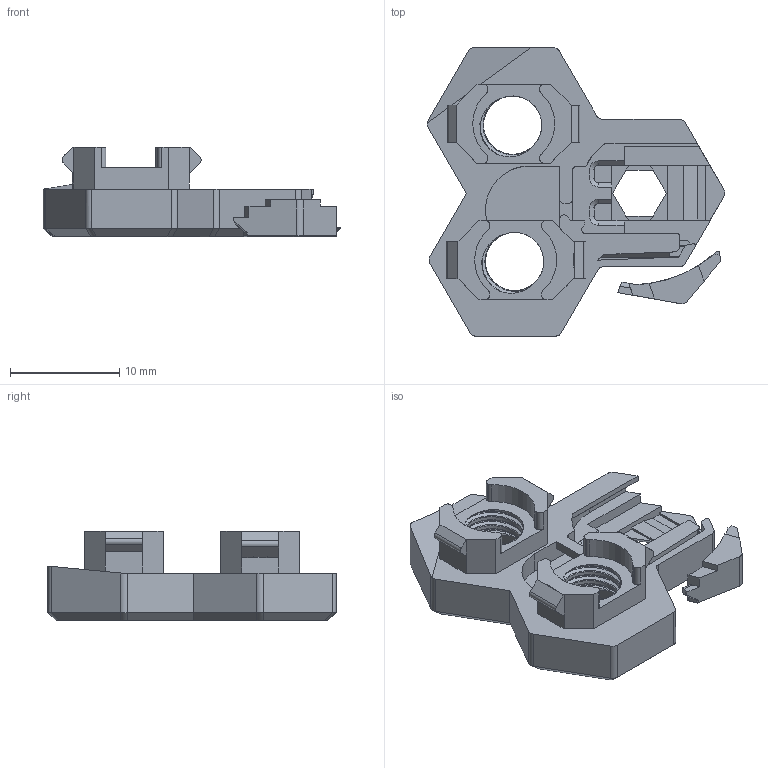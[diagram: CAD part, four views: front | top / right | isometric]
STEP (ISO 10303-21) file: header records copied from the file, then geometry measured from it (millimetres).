
FILE_DESCRIPTION(/* description */ (''),/* implementation_level */ '2;1');
FILE_NAME(/* name */ '[RIGHT]Low_M6_PC4_LED_High_M6_PC4.step',/* time_stamp */ '2025-04-05T20:51:10+02:00',/* author */ (''),/* organization */ (''),/* preprocessor_version */ 'ST-DEVELOPER v20.1',/* originating_system */ 'Autodesk Translation Framework v14.4.0.0',/* authorisation */ '');
FILE_SCHEMA (('AUTOMOTIVE_DESIGN { 1 0 10303 214 3 1 1 }'));
Length unit declared in the file: millimetre
Products named in the file (1): DualPC4_M6_LED (2) (1)
Bounding box: 27.24 x 26.37 x 8.2 mm (x, y, z)
Volume: 1472.2 mm3; surface area: 2075.6 mm2
Topology: 2 solids, 2 shells, 340 faces, 986 edges, 646 vertices
Faces by surface type: plane 216, cylinder 94, cone 15, bspline 13, torus 2
Full cylindrical faces by diameter (mm): 5.336 x4
Entity records: 15451 total; most frequent: CARTESIAN_POINT 6491, ORIENTED_EDGE 1972, DIRECTION 1754, EDGE_CURVE 986, LINE 668, VECTOR 668, VERTEX_POINT 646, AXIS2_PLACEMENT_3D 543
